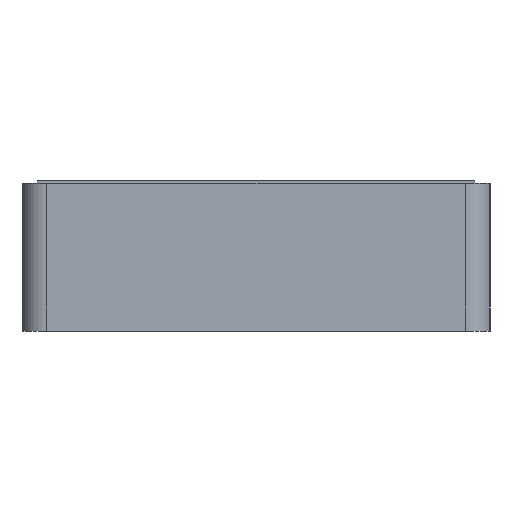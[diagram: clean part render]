
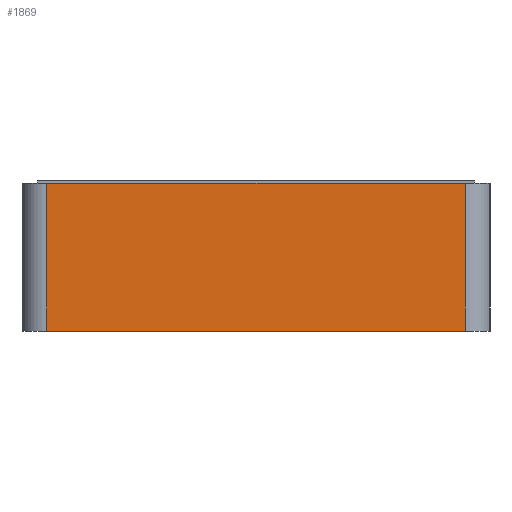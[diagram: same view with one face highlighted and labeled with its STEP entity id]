
A CAD part, left-side view. The second image highlights one B-rep face of the part: STEP entity #1869.
In plain terms, the highlighted planar face has unit normal (-1, 0, 0).
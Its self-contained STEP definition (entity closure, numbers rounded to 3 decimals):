
#287=DIRECTION('',(0.,-1.,0.));
#288=VECTOR('',#287,17.);
#289=CARTESIAN_POINT('',(-30.,8.5,0.));
#290=LINE('',#289,#288);
#508=DIRECTION('',(0.,0.,-1.));
#509=VECTOR('',#508,6.);
#510=CARTESIAN_POINT('',(-30.,8.5,6.));
#511=LINE('',#510,#509);
#512=DIRECTION('',(0.,-1.,0.));
#513=VECTOR('',#512,17.);
#514=CARTESIAN_POINT('',(-30.,8.5,6.));
#515=LINE('',#514,#513);
#516=DIRECTION('',(0.,0.,1.));
#517=VECTOR('',#516,6.);
#518=CARTESIAN_POINT('',(-30.,-8.5,0.));
#519=LINE('',#518,#517);
#765=CARTESIAN_POINT('',(-30.,8.5,0.));
#767=VERTEX_POINT('',#765);
#770=CARTESIAN_POINT('',(-30.,8.5,6.));
#771=VERTEX_POINT('',#770);
#780=CARTESIAN_POINT('',(-30.,-8.5,0.));
#782=VERTEX_POINT('',#780);
#784=CARTESIAN_POINT('',(-30.,-8.5,6.));
#785=VERTEX_POINT('',#784);
#1857=CARTESIAN_POINT('',(-30.,0.,3.));
#1858=DIRECTION('',(1.,0.,0.));
#1859=DIRECTION('',(0.,1.,0.));
#1860=AXIS2_PLACEMENT_3D('',#1857,#1858,#1859);
#1861=PLANE('',#1860);
#1862=ORIENTED_EDGE('',*,*,#1370,.F.);
#1863=ORIENTED_EDGE('',*,*,#1840,.F.);
#1864=ORIENTED_EDGE('',*,*,#1191,.T.);
#1866=ORIENTED_EDGE('',*,*,#1865,.F.);
#1867=EDGE_LOOP('',(#1862,#1863,#1864,#1866));
#1868=FACE_OUTER_BOUND('',#1867,.F.);
#1869=ADVANCED_FACE('',(#1868),#1861,.F.);
#1191=EDGE_CURVE('',#771,#785,#515,.T.);
#1370=EDGE_CURVE('',#767,#782,#290,.T.);
#1840=EDGE_CURVE('',#771,#767,#511,.T.);
#1865=EDGE_CURVE('',#782,#785,#519,.T.);
